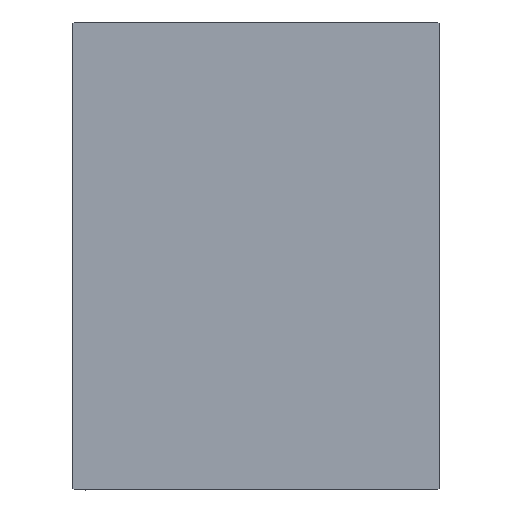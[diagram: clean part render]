
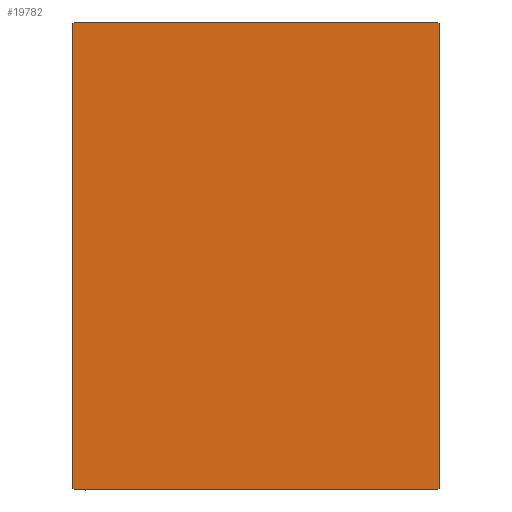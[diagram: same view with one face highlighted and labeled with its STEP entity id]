
A CAD part, left-side view. The second image highlights one B-rep face of the part: STEP entity #19782.
In plain terms, the highlighted face is planar.
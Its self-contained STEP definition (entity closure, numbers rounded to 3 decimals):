
#162 = EDGE_CURVE ( 'NONE', #22939, #24573, #5232, .T. ) ;
#172 = EDGE_CURVE ( 'NONE', #13018, #23569, #1792, .T. ) ;
#1792 = LINE ( 'NONE', #8864, #3644 ) ;
#1867 = LINE ( 'NONE', #8300, #39329 ) ;
#2580 = EDGE_CURVE ( 'NONE', #5234, #35585, #22202, .T. ) ;
#3644 = VECTOR ( 'NONE', #11217, 1000. ) ;
#3892 = EDGE_CURVE ( 'NONE', #23569, #10356, #15726, .T. ) ;
#4283 = VECTOR ( 'NONE', #36763, 1000. ) ;
#4329 = CARTESIAN_POINT ( 'NONE',  ( 108., 45., -57.5 ) ) ;
#4474 = EDGE_LOOP ( 'NONE', ( #33157, #36570, #18495, #5073, #14214, #13604, #21705, #29640 ) ) ;
#5073 = ORIENTED_EDGE ( 'NONE', *, *, #172, .T. ) ;
#5232 = LINE ( 'NONE', #40846, #35174 ) ;
#5234 = VERTEX_POINT ( 'NONE', #32555 ) ;
#8283 = DIRECTION ( 'NONE',  ( 0., 0.707, -0.707 ) ) ;
#8300 = CARTESIAN_POINT ( 'NONE',  ( 108., -45., 57.5 ) ) ;
#8864 = CARTESIAN_POINT ( 'NONE',  ( 108., 51.1, 51.1 ) ) ;
#9577 = EDGE_CURVE ( 'NONE', #10356, #16166, #26887, .T. ) ;
#9776 = DIRECTION ( 'NONE',  ( 0., 0., -1. ) ) ;
#10356 = VERTEX_POINT ( 'NONE', #42183 ) ;
#11217 = DIRECTION ( 'NONE',  ( 0., -0.707, 0.707 ) ) ;
#13018 = VERTEX_POINT ( 'NONE', #30869 ) ;
#13604 = ORIENTED_EDGE ( 'NONE', *, *, #9577, .T. ) ;
#14214 = ORIENTED_EDGE ( 'NONE', *, *, #3892, .T. ) ;
#15504 = DIRECTION ( 'NONE',  ( 0., 0.707, 0.707 ) ) ;
#15726 = LINE ( 'NONE', #41280, #20234 ) ;
#16166 = VERTEX_POINT ( 'NONE', #27026 ) ;
#16937 = CARTESIAN_POINT ( 'NONE',  ( 108., -45., -57.5 ) ) ;
#17343 = EDGE_CURVE ( 'NONE', #16166, #5234, #1867, .T. ) ;
#18202 = VECTOR ( 'NONE', #36523, 1000. ) ;
#18495 = ORIENTED_EDGE ( 'NONE', *, *, #22916, .T. ) ;
#19782 = ADVANCED_FACE ( 'NONE', ( #22649 ), #26515, .T. ) ;
#20155 = LINE ( 'NONE', #16937, #21040 ) ;
#20234 = VECTOR ( 'NONE', #21524, 1000. ) ;
#20518 = CARTESIAN_POINT ( 'NONE',  ( 108., 45., -57.2 ) ) ;
#21040 = VECTOR ( 'NONE', #40124, 1000. ) ;
#21377 = DIRECTION ( 'NONE',  ( 0., 0., -1. ) ) ;
#21524 = DIRECTION ( 'NONE',  ( 0., -1., 0. ) ) ;
#21705 = ORIENTED_EDGE ( 'NONE', *, *, #17343, .T. ) ;
#22202 = LINE ( 'NONE', #35112, #37951 ) ;
#22649 = FACE_OUTER_BOUND ( 'NONE', #4474, .T. ) ;
#22916 = EDGE_CURVE ( 'NONE', #24573, #13018, #36941, .T. ) ;
#22939 = VERTEX_POINT ( 'NONE', #30913 ) ;
#23569 = VERTEX_POINT ( 'NONE', #24962 ) ;
#23587 = AXIS2_PLACEMENT_3D ( 'NONE', #32543, #26303, #9776 ) ;
#24573 = VERTEX_POINT ( 'NONE', #20518 ) ;
#24962 = CARTESIAN_POINT ( 'NONE',  ( 108., 44.7, 57.5 ) ) ;
#26303 = DIRECTION ( 'NONE',  ( 1., 0., 0. ) ) ;
#26515 = PLANE ( 'NONE',  #23587 ) ;
#26887 = LINE ( 'NONE', #33760, #4283 ) ;
#27026 = CARTESIAN_POINT ( 'NONE',  ( 108., -45., 57.2 ) ) ;
#28657 = EDGE_CURVE ( 'NONE', #35585, #22939, #20155, .T. ) ;
#29640 = ORIENTED_EDGE ( 'NONE', *, *, #2580, .T. ) ;
#30869 = CARTESIAN_POINT ( 'NONE',  ( 108., 45., 57.2 ) ) ;
#30913 = CARTESIAN_POINT ( 'NONE',  ( 108., 44.7, -57.5 ) ) ;
#32543 = CARTESIAN_POINT ( 'NONE',  ( 108., 0., 0. ) ) ;
#32555 = CARTESIAN_POINT ( 'NONE',  ( 108., -45., -57.2 ) ) ;
#33157 = ORIENTED_EDGE ( 'NONE', *, *, #28657, .T. ) ;
#33760 = CARTESIAN_POINT ( 'NONE',  ( 108., -51.1, 51.1 ) ) ;
#35112 = CARTESIAN_POINT ( 'NONE',  ( 108., -51.1, -51.1 ) ) ;
#35174 = VECTOR ( 'NONE', #15504, 1000. ) ;
#35585 = VERTEX_POINT ( 'NONE', #39368 ) ;
#36523 = DIRECTION ( 'NONE',  ( 0., 0., 1. ) ) ;
#36570 = ORIENTED_EDGE ( 'NONE', *, *, #162, .T. ) ;
#36763 = DIRECTION ( 'NONE',  ( 0., -0.707, -0.707 ) ) ;
#36941 = LINE ( 'NONE', #4329, #18202 ) ;
#37951 = VECTOR ( 'NONE', #8283, 1000. ) ;
#39329 = VECTOR ( 'NONE', #21377, 1000. ) ;
#39368 = CARTESIAN_POINT ( 'NONE',  ( 108., -44.7, -57.5 ) ) ;
#40124 = DIRECTION ( 'NONE',  ( 0., 1., 0. ) ) ;
#40846 = CARTESIAN_POINT ( 'NONE',  ( 108., 51.1, -51.1 ) ) ;
#41280 = CARTESIAN_POINT ( 'NONE',  ( 108., 45., 57.5 ) ) ;
#42183 = CARTESIAN_POINT ( 'NONE',  ( 108., -44.7, 57.5 ) ) ;
